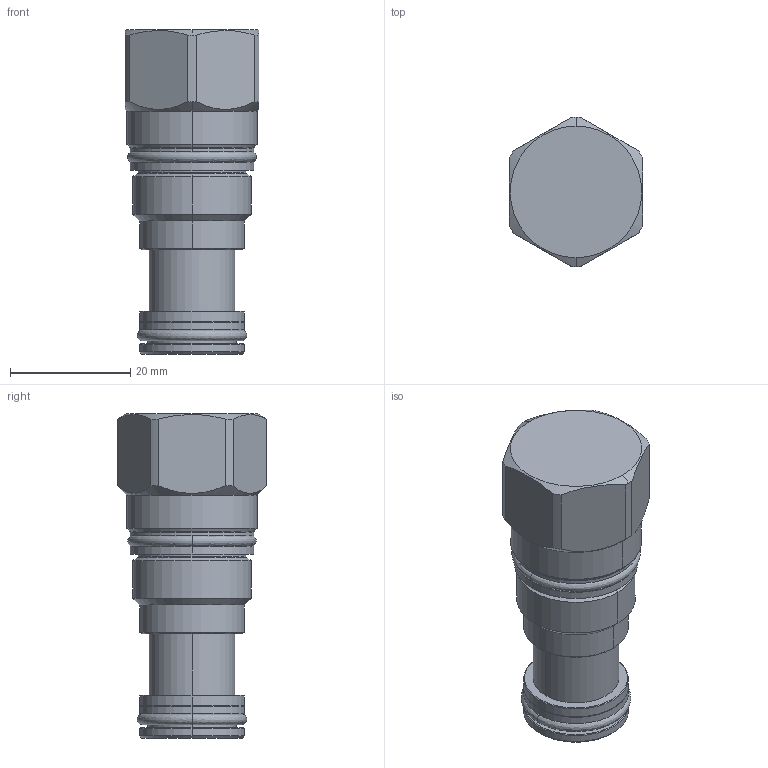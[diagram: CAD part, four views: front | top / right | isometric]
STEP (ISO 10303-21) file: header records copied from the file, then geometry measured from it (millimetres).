
FILE_DESCRIPTION((''),'2;1');
FILE_NAME('FCCB-XAN_PRT','2017-07-20T',('Administrator'),(''),'PRO/ENGINEER BY PARAMETRIC TECHNOLOGY CORPORATION, 2006240','PRO/ENGINEER BY PARAMETRIC TECHNOLOGY CORPORATION, 2006240','');
FILE_SCHEMA(('CONFIG_CONTROL_DESIGN'));
Length unit declared in the file: inch
Products named in the file (1): FCCB-XAN_PRT
Bounding box: 22.23 x 24.84 x 53.87 mm (x, y, z)
Volume: 16088.3 mm3; surface area: 5247.9 mm2
Topology: 3 solids, 4 shells, 96 faces, 208 edges, 124 vertices
Faces by surface type: cylinder 32, cone 20, torus 18, plane 18, revolution 8
Entity records: 3208 total; most frequent: CARTESIAN_POINT 1024, DIRECTION 486, ORIENTED_EDGE 416, AXIS2_PLACEMENT_3D 210, EDGE_CURVE 208, VERTEX_POINT 124, CIRCLE 122, EDGE_LOOP 106
